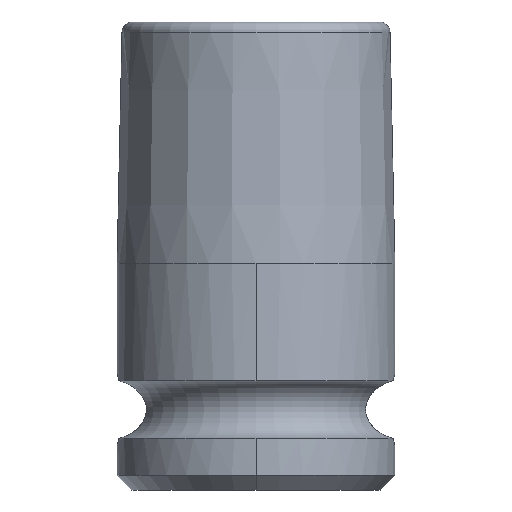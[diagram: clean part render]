
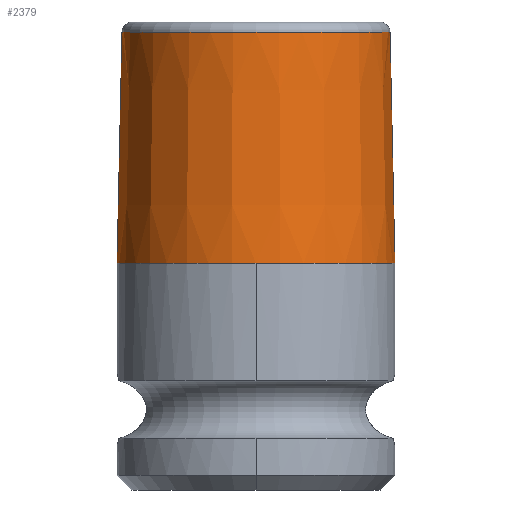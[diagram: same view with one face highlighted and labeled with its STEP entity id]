
A CAD part, left-side view. The second image highlights one B-rep face of the part: STEP entity #2379.
In plain terms, the highlighted conical face has half-angle 1.215 degrees and reference radius 9.332 mm.
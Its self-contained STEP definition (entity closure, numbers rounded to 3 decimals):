
#184=CARTESIAN_POINT('',(0.,0.,15.5));
#185=DIRECTION('',(0.,0.,1.));
#186=DIRECTION('',(0.,1.,0.));
#187=AXIS2_PLACEMENT_3D('',#184,#185,#186);
#356=CARTESIAN_POINT('',(0.,0.,15.5));
#357=DIRECTION('',(0.,0.,1.));
#358=DIRECTION('',(-1.,0.,0.));
#359=AXIS2_PLACEMENT_3D('',#356,#357,#358);
#1028=DIRECTION('',(0.,0.021,-1.));
#1029=VECTOR('',#1028,15.818);
#1030=CARTESIAN_POINT('',(0.,9.165,
31.315));
#1031=LINE('',#1030,#1029);
#1032=DIRECTION('',(0.,-0.021,-1.));
#1033=VECTOR('',#1032,15.818);
#1034=CARTESIAN_POINT('',(0.,-9.165,
31.315));
#1035=LINE('',#1034,#1033);
#1036=CARTESIAN_POINT('',(0.,0.,31.315));
#1037=DIRECTION('',(0.,0.,1.));
#1038=DIRECTION('',(0.,1.,0.));
#1039=AXIS2_PLACEMENT_3D('',#1036,#1037,#1038);
#1330=CARTESIAN_POINT('',(0.,9.5,15.5));
#1331=CARTESIAN_POINT('',(-9.5,0.,15.5));
#1332=VERTEX_POINT('',#1330);
#1333=VERTEX_POINT('',#1331);
#1334=CARTESIAN_POINT('',(0.,-9.5,15.5));
#1335=VERTEX_POINT('',#1334);
#1342=CARTESIAN_POINT('',(0.,9.165,31.315));
#1343=CARTESIAN_POINT('',(0.,-9.165,31.315));
#1344=VERTEX_POINT('',#1342);
#1345=VERTEX_POINT('',#1343);
#2367=CARTESIAN_POINT('',(0.,0.,23.407));
#2368=DIRECTION('',(0.,0.,-1.));
#2369=DIRECTION('',(0.,-1.,0.));
#2370=AXIS2_PLACEMENT_3D('',#2367,#2368,#2369);
#2371=CONICAL_SURFACE('',#2370,9.332,1.215);
#2372=ORIENTED_EDGE('',*,*,#2332,.T.);
#2373=ORIENTED_EDGE('',*,*,#2362,.T.);
#2374=ORIENTED_EDGE('',*,*,#1591,.F.);
#2375=ORIENTED_EDGE('',*,*,#1524,.F.);
#2376=ORIENTED_EDGE('',*,*,#2358,.F.);
#2377=EDGE_LOOP('',(#2372,#2373,#2374,#2375,#2376));
#2378=FACE_OUTER_BOUND('',#2377,.F.);
#2379=ADVANCED_FACE('',(#2378),#2371,.T.);
#188=CIRCLE('',#187,9.5);
#360=CIRCLE('',#359,9.5);
#1040=CIRCLE('',#1039,9.165);
#1524=EDGE_CURVE('',#1332,#1333,#188,.T.);
#1591=EDGE_CURVE('',#1333,#1335,#360,.T.);
#2332=EDGE_CURVE('',#1344,#1345,#1040,.T.);
#2358=EDGE_CURVE('',#1344,#1332,#1031,.T.);
#2362=EDGE_CURVE('',#1345,#1335,#1035,.T.);
